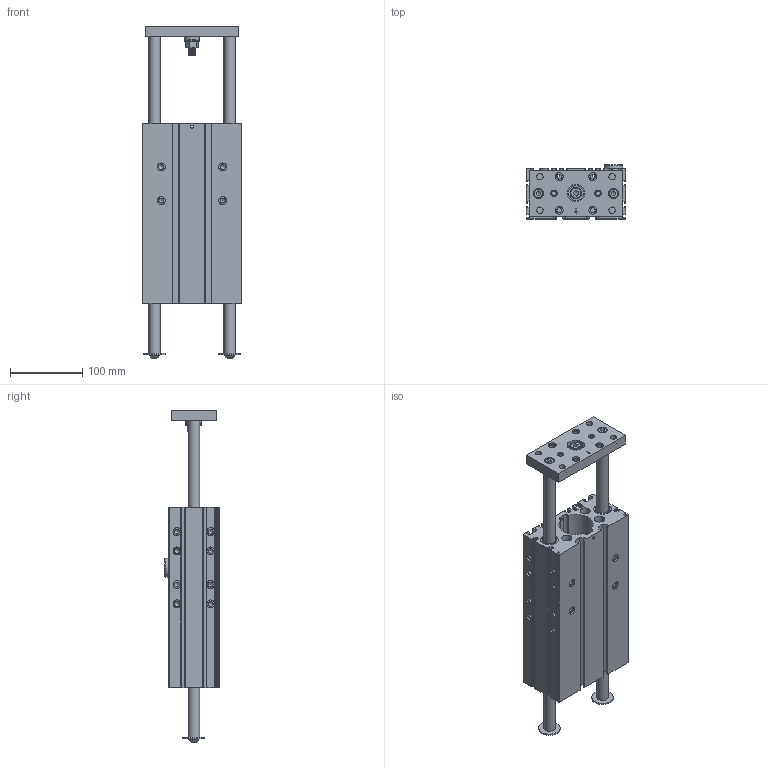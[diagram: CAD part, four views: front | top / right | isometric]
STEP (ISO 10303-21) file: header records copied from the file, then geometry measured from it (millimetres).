
FILE_DESCRIPTION (( 'STEP AP214' ), '1' );
FILE_NAME ('0186-0966_250226_H01-48x250!120-GF.STEP', '2025-02-26T07:30:28', ( '' ), ( '' ), 'SwSTEP 2.0', 'SolidWorks 2024', '' );
FILE_SCHEMA (( 'AUTOMOTIVE_DESIGN' ));
Length unit declared in the file: millimetre
Products named in the file (20): 0160-0728_Flachkopfgleiter_26; 0160-0807_Kugelscheibe_M10x20.5x4_INOX_SSC; 0186-0966_250226_H01-48x250!120-GF; 0150-5089_HS01-48x250-GF_HS01h-48x250-GF; 0230-0181_Zyl.-Schr_I-6kt_n-K_M10x35_8.8_v-b; 0230-0252_Lins-Schr_I-6k_M8x16_10.9_v-b; 0150-5086_HZ01-48; 0180-0499_Gleitlager 12E7!19.01 0!+0.01x28h13_0230-0022; 0230-0220_zyl.-schr._i-6kt_M6x25_8.8_v-b; 0150-3087_PLF01-28_Standard ; 0160-0660_Schmiernippel-zu-Abstreiffer; 0230-0247_Carrosserie_Scheiben_8x30; 0160-0804_Tellerfeder _20x10.2x1.1_Schwartz; 0230-0246_Zyl.-Schr._I-6kt_M8x20_8.8_v-b; 0180-0185-7_HL01-16x...GF_HL01-16x440-GF; 0230-0322_M1-6K-Mutter-Typ1; 0180-0108_HS01k-48x250; 0230-0019_SP-16x24x3_Wellendichtung; 0160-0801_Kegelpfanne_M10x12x4.2_Stahl_Schwartz; 0180-0109_HF01-48
Assembly tree (52 placements, depth 3):
  0186-0966_250226_H01-48x250!120-GF
    0150-5089_HS01-48x250-GF_HS01h-48x250-GF
      0180-0108_HS01k-48x250
      0180-0499_Gleitlager 12E7!19.01 0!+0.01x28h13_0230-0022  x4
      0230-0019_SP-16x24x3_Wellendichtung  x4
      0150-5086_HZ01-48  x5
      0230-0220_zyl.-schr._i-6kt_M6x25_8.8_v-b  x5
      0160-0728_Flachkopfgleiter_26
      0160-0660_Schmiernippel-zu-Abstreiffer  x2
    0150-5086_HZ01-48  x6
    0230-0220_zyl.-schr._i-6kt_M6x25_8.8_v-b  x6
    0160-0728_Flachkopfgleiter_26
    0180-0109_HF01-48
    0180-0185-7_HL01-16x...GF_HL01-16x440-GF  x2
    0230-0246_Zyl.-Schr._I-6kt_M8x20_8.8_v-b  x2
    0230-0247_Carrosserie_Scheiben_8x30  x2
    0230-0252_Lins-Schr_I-6k_M8x16_10.9_v-b  x2
    0150-3087_PLF01-28_Standard 
      0160-0807_Kugelscheibe_M10x20.5x4_INOX_SSC  x2
      0160-0801_Kegelpfanne_M10x12x4.2_Stahl_Schwartz
      0160-0804_Tellerfeder _20x10.2x1.1_Schwartz
    0230-0181_Zyl.-Schr_I-6kt_n-K_M10x35_8.8_v-b
    0230-0322_M1-6K-Mutter-Typ1
Bounding box: 137 x 75 x 459.4 mm (x, y, z)
Volume: 1681369.6 mm3; surface area: 474562.6 mm2
Topology: 50 solids, 50 shells, 2254 faces, 5180 edges, 3056 vertices
Faces by surface type: plane 763, cone 760, cylinder 691, torus 34, sphere 4, bspline 2
Full cylindrical faces by diameter (mm): 3.2 x2, 3.3 x2, 3.9 x2, 4 x2, 5 x5, 6 x255, 6.1 x2, 6.4 x11, 6.5 x2, 6.8 x26, 8 x60, 8.4 x2, 8.5 x8, 9 x6, 10 x34, 10.5 x2, 11 x36, 12 x1, 13 x4, 13.5 x2, 14 x5, 15 x6, 16 x8, 17.5 x4, 17.564 x2, 17.613 x2, 18 x16, 20 x7, 21 x3, 24 x10
Entity records: 33447 total; most frequent: CARTESIAN_POINT 7670, DIRECTION 5041, ORIENTED_EDGE 4480, EDGE_CURVE 2240, AXIS2_PLACEMENT_3D 1936, VERTEX_POINT 1637, EDGE_LOOP 1597, FACE_OUTER_BOUND 1273
